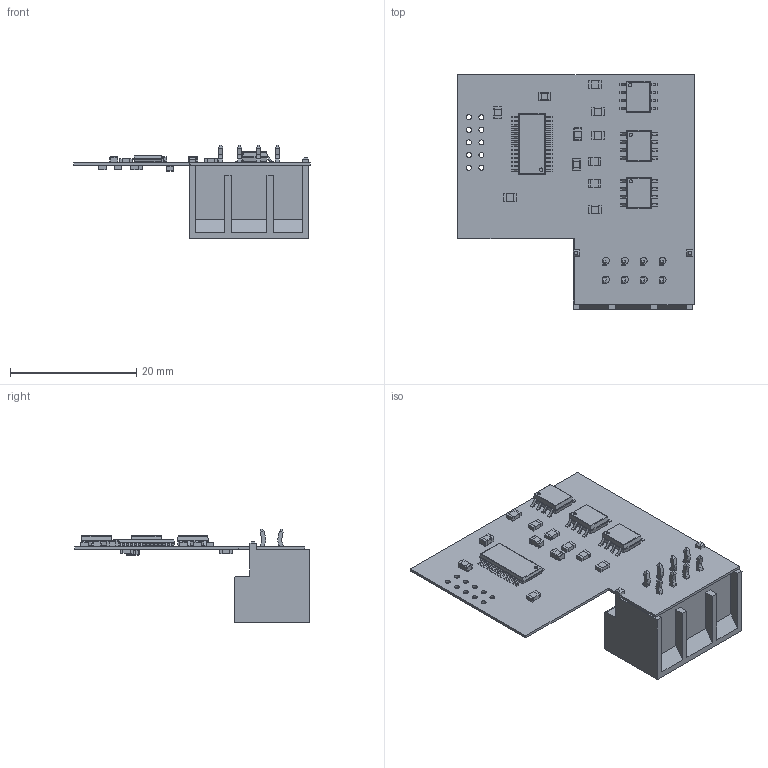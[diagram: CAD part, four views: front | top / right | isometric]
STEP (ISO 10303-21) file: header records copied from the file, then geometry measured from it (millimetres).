
FILE_DESCRIPTION(('Open CASCADE Model'),'2;1');
FILE_NAME('Open CASCADE Shape Model','2019-11-19T11:40:54',('Author'),( 'Open CASCADE'),'Open CASCADE STEP processor 6.8','Open CASCADE 6.8' ,'Unknown');
FILE_SCHEMA(('AUTOMOTIVE_DESIGN { 1 0 10303 214 1 1 1 1 }'));
Length unit declared in the file: millimetre
Products named in the file (58): PCB; Board; Open CASCADE STEP translator 6.8 1.1.1; R11; 6886721232; term1; term2; body; R10; R9; J2; Conn_Main_Motor; Open CASCADE STEP translator 6.8 1.5.1.1; Open CASCADE STEP translator 6.8 1.5.1.2; C3; 6886721712; Fillet1; Fillet2; body2; R3; C2; 6886734752; R8; 6886734192; R7; 5832925456; R6; R5; R4; R2; R1; Q3; 6886730832; Body; PinsArrayLR; Q2; Q1; IC1; 6886726992; ThermalPad ...
Assembly tree (69 placements, depth 4):
  PCB
    Board
      Open CASCADE STEP translator 6.8 1.1.1
    R11
      6886721232
        term1
        term2
        body
    R10
      6886721232
        term1
        term2
        body
    R9
      6886721232
        term1
        term2
        body
    J2
      Conn_Main_Motor
        Open CASCADE STEP translator 6.8 1.5.1.1
        Open CASCADE STEP translator 6.8 1.5.1.2
    C3
      6886721712
        Fillet1
        Fillet2
        body2
    R3
      6886721232
        term1
        term2
        body
    C2
      6886734752
        Fillet1
        Fillet2
        body2
    R8
      6886734192
        term1
        term2
        body
    R7
      5832925456
        term1
        term2
        body
    R6
      5832925456
        term1
        term2
        body
    R5
      5832925456
        term1
        term2
        body
    R4
      5832925456
        term1
Bounding box: 37.5 x 37.2 x 14.86 mm (x, y, z)
Volume: 2207.5 mm3; surface area: 4884.2 mm2
Topology: 107 solids, 107 shells, 1511 faces, 3612 edges, 2316 vertices
Faces by surface type: plane 1128, cylinder 343, sphere 40
Full cylindrical faces by diameter (mm): 0.487 x3, 0.55 x1, 0.8 x10, 1.07 x8
Entity records: 30983 total; most frequent: CARTESIAN_POINT 5167, DIRECTION 5126, ORIENTED_EDGE 4900, EDGE_CURVE 2450, LINE 1992, VECTOR 1992, VERTEX_POINT 1568, AXIS2_PLACEMENT_3D 1567
